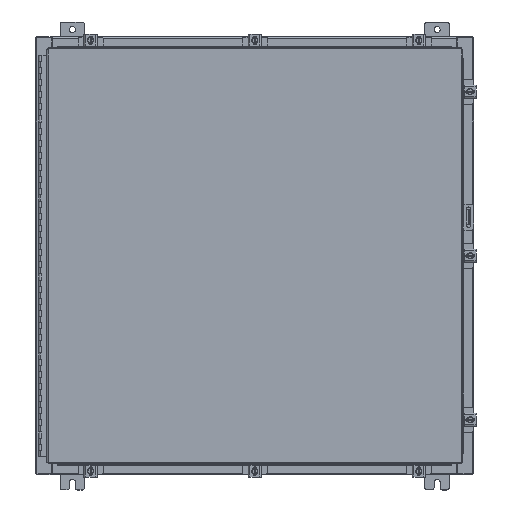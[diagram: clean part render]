
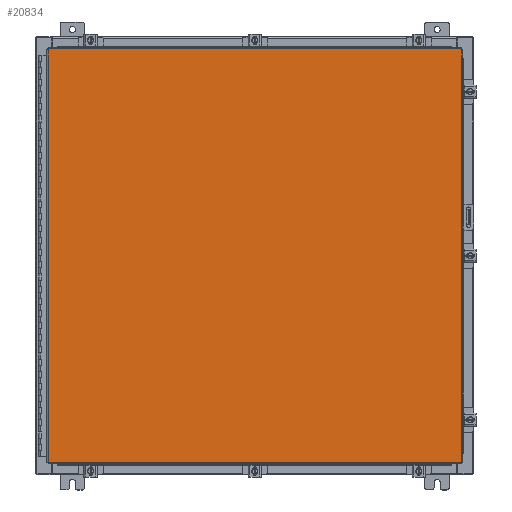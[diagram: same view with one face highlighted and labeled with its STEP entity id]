
A CAD part, top view. The second image highlights one B-rep face of the part: STEP entity #20834.
In plain terms, the highlighted planar face has unit normal (0, 0, 1).
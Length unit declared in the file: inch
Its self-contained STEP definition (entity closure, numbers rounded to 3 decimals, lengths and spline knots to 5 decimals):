
#1764 = LINE ( 'NONE', #32815, #10165 ) ;
#3405 = DIRECTION ( 'NONE',  ( 0., 0., -1. ) ) ;
#8212 = VERTEX_POINT ( 'NONE', #41336 ) ;
#9504 = DIRECTION ( 'NONE',  ( 0., 1., 0. ) ) ;
#10165 = VECTOR ( 'NONE', #40013, 39.37008 ) ;
#11117 = LINE ( 'NONE', #42013, #38591 ) ;
#11597 = CARTESIAN_POINT ( 'NONE',  ( -16.9903, -17.0063, 0. ) ) ;
#14656 = CARTESIAN_POINT ( 'NONE',  ( 16.9903, -17.0063, 0. ) ) ;
#16511 = CARTESIAN_POINT ( 'NONE',  ( 16.9903, -17.0063, 0. ) ) ;
#17049 = LINE ( 'NONE', #33421, #44536 ) ;
#18333 = AXIS2_PLACEMENT_3D ( 'NONE', #46315, #3405, #28490 ) ;
#18620 = VERTEX_POINT ( 'NONE', #14656 ) ;
#18977 = EDGE_CURVE ( 'NONE', #18620, #8212, #44876, .T. ) ;
#20382 = VERTEX_POINT ( 'NONE', #11597 ) ;
#20834 = ADVANCED_FACE ( 'NONE', ( #35819 ), #42693, .F. ) ;
#21713 = CARTESIAN_POINT ( 'NONE',  ( -16.9903, 17.0063, 0. ) ) ;
#22742 = DIRECTION ( 'NONE',  ( 0., -1., 0. ) ) ;
#23633 = EDGE_CURVE ( 'NONE', #40082, #20382, #17049, .T. ) ;
#26861 = EDGE_LOOP ( 'NONE', ( #37699, #30574, #28314, #32063 ) ) ;
#28314 = ORIENTED_EDGE ( 'NONE', *, *, #44547, .T. ) ;
#28490 = DIRECTION ( 'NONE',  ( -1., 0., 0. ) ) ;
#30574 = ORIENTED_EDGE ( 'NONE', *, *, #18977, .T. ) ;
#32063 = ORIENTED_EDGE ( 'NONE', *, *, #23633, .T. ) ;
#32815 = CARTESIAN_POINT ( 'NONE',  ( -16.9903, -17.0063, 0. ) ) ;
#33421 = CARTESIAN_POINT ( 'NONE',  ( -16.9903, 17.0063, 0. ) ) ;
#34242 = VECTOR ( 'NONE', #9504, 39.37008 ) ;
#35089 = EDGE_CURVE ( 'NONE', #20382, #18620, #1764, .T. ) ;
#35819 = FACE_OUTER_BOUND ( 'NONE', #26861, .T. ) ;
#37699 = ORIENTED_EDGE ( 'NONE', *, *, #35089, .T. ) ;
#38591 = VECTOR ( 'NONE', #38596, 39.37008 ) ;
#38596 = DIRECTION ( 'NONE',  ( -1., 0., 0. ) ) ;
#40013 = DIRECTION ( 'NONE',  ( 1., 0., 0. ) ) ;
#40082 = VERTEX_POINT ( 'NONE', #21713 ) ;
#41336 = CARTESIAN_POINT ( 'NONE',  ( 16.9903, 17.0063, 0. ) ) ;
#42013 = CARTESIAN_POINT ( 'NONE',  ( 16.9903, 17.0063, 0. ) ) ;
#42693 = PLANE ( 'NONE',  #18333 ) ;
#44536 = VECTOR ( 'NONE', #22742, 39.37008 ) ;
#44547 = EDGE_CURVE ( 'NONE', #8212, #40082, #11117, .T. ) ;
#44876 = LINE ( 'NONE', #16511, #34242 ) ;
#46315 = CARTESIAN_POINT ( 'NONE',  ( 0., 0., 0. ) ) ;
